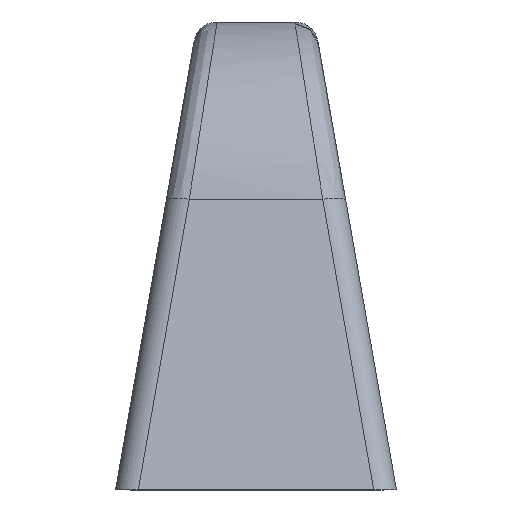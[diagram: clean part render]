
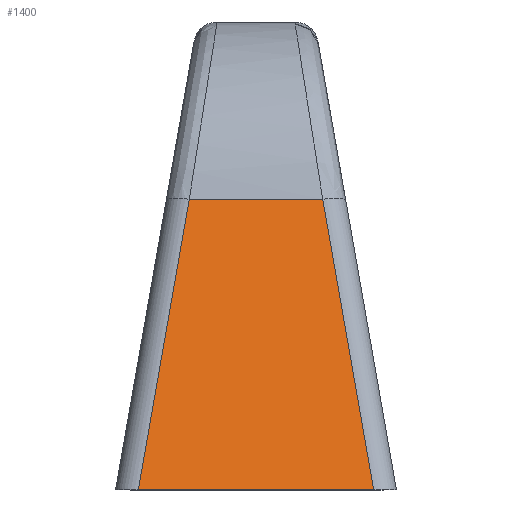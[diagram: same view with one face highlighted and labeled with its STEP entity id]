
A CAD part, left-side view. The second image highlights one B-rep face of the part: STEP entity #1400.
In plain terms, the highlighted planar face has unit normal (-0.97, 0, 0.242).
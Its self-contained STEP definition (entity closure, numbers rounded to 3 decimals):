
#65 = FACE_OUTER_BOUND ( 'NONE', #911, .T. ) ;
#157 = CARTESIAN_POINT ( 'NONE',  ( -98.795, -0.684, 24.819 ) ) ;
#180 = ORIENTED_EDGE ( 'NONE', *, *, #585, .T. ) ;
#271 = DIRECTION ( 'NONE',  ( 0.239, 0.167, 0.956 ) ) ;
#285 = PLANE ( 'NONE',  #1147 ) ;
#313 = CARTESIAN_POINT ( 'NONE',  ( -101.894, -2.853, 12.425 ) ) ;
#392 = LINE ( 'NONE', #960, #399 ) ;
#399 = VECTOR ( 'NONE', #848, 1000. ) ;
#451 = CARTESIAN_POINT ( 'NONE',  ( -105., -6., 0. ) ) ;
#467 = ORIENTED_EDGE ( 'NONE', *, *, #1058, .T. ) ;
#513 = EDGE_CURVE ( 'NONE', #959, #619, #1244, .T. ) ;
#522 = CARTESIAN_POINT ( 'NONE',  ( -98.824, 0., 24.706 ) ) ;
#541 = ORIENTED_EDGE ( 'NONE', *, *, #844, .T. ) ;
#585 = EDGE_CURVE ( 'NONE', #842, #959, #803, .T. ) ;
#619 = VERTEX_POINT ( 'NONE', #688 ) ;
#626 = DIRECTION ( 'NONE',  ( 0.97, 0., -0.243 ) ) ;
#633 = VECTOR ( 'NONE', #271, 1000. ) ;
#675 = VECTOR ( 'NONE', #1015, 1000. ) ;
#688 = CARTESIAN_POINT ( 'NONE',  ( -101.894, 2.853, 12.425 ) ) ;
#696 = CARTESIAN_POINT ( 'NONE',  ( -101.894, 0., 12.425 ) ) ;
#701 = VERTEX_POINT ( 'NONE', #1275 ) ;
#726 = DIRECTION ( 'NONE',  ( -0.243, 0., -0.97 ) ) ;
#777 = LINE ( 'NONE', #451, #675 ) ;
#803 = LINE ( 'NONE', #157, #633 ) ;
#832 = CARTESIAN_POINT ( 'NONE',  ( -105., -5.027, 0. ) ) ;
#842 = VERTEX_POINT ( 'NONE', #832 ) ;
#844 = EDGE_CURVE ( 'NONE', #619, #701, #392, .T. ) ;
#848 = DIRECTION ( 'NONE',  ( -0.239, 0.167, -0.956 ) ) ;
#911 = EDGE_LOOP ( 'NONE', ( #467, #180, #1049, #541 ) ) ;
#959 = VERTEX_POINT ( 'NONE', #313 ) ;
#960 = CARTESIAN_POINT ( 'NONE',  ( -98.795, 0.684, 24.819 ) ) ;
#1015 = DIRECTION ( 'NONE',  ( 0., -1., 0. ) ) ;
#1049 = ORIENTED_EDGE ( 'NONE', *, *, #513, .T. ) ;
#1058 = EDGE_CURVE ( 'NONE', #701, #842, #777, .T. ) ;
#1061 = VECTOR ( 'NONE', #1360, 1000. ) ;
#1147 = AXIS2_PLACEMENT_3D ( 'NONE', #522, #626, #726 ) ;
#1244 = LINE ( 'NONE', #696, #1061 ) ;
#1275 = CARTESIAN_POINT ( 'NONE',  ( -105., 5.027, 0. ) ) ;
#1360 = DIRECTION ( 'NONE',  ( 0., 1., 0. ) ) ;
#1400 = ADVANCED_FACE ( 'NONE', ( #65 ), #285, .F. ) ;
